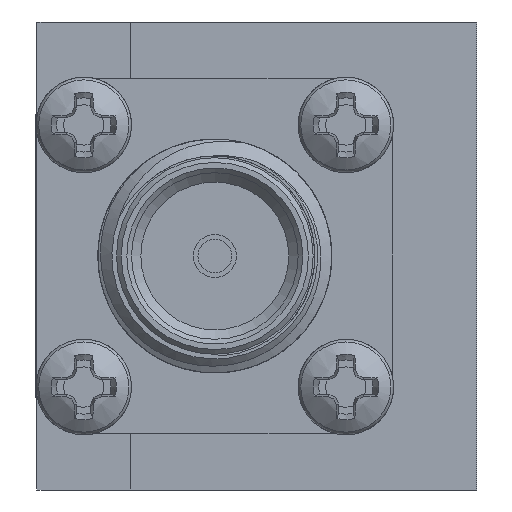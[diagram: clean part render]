
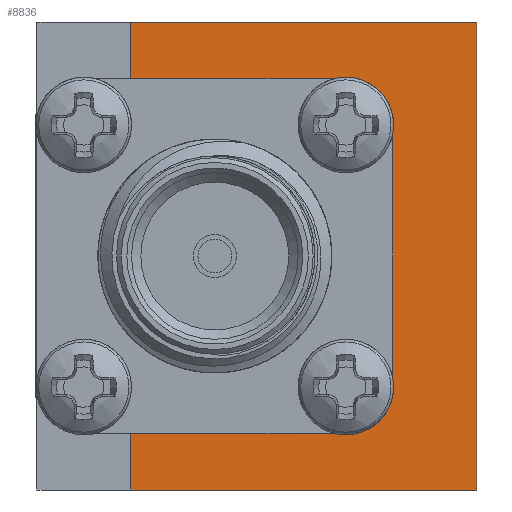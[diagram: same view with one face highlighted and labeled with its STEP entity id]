
A CAD part, left-side view. The second image highlights one B-rep face of the part: STEP entity #8836.
In plain terms, the highlighted planar face has unit normal (-1, 0, 0).
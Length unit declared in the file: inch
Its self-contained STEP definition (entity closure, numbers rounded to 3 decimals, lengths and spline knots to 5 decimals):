
#41 = ORIENTED_EDGE ( 'NONE', *, *, #630, .T. ) ;
#110 = ORIENTED_EDGE ( 'NONE', *, *, #1693, .F. ) ;
#118 = DIRECTION ( 'NONE',  ( 0., -1., 0. ) ) ;
#259 = VERTEX_POINT ( 'NONE', #1266 ) ;
#347 = EDGE_CURVE ( 'NONE', #2812, #259, #8445, .T. ) ;
#362 = CARTESIAN_POINT ( 'NONE',  ( -1.345, -0.095, -0.19 ) ) ;
#448 = EDGE_CURVE ( 'NONE', #7845, #1865, #8290, .T. ) ;
#626 = ORIENTED_EDGE ( 'NONE', *, *, #347, .F. ) ;
#630 = EDGE_CURVE ( 'NONE', #6769, #3590, #1348, .T. ) ;
#775 = CARTESIAN_POINT ( 'NONE',  ( -1.345, -0.145, 0.14 ) ) ;
#826 = CARTESIAN_POINT ( 'NONE',  ( -1.345, -0.095, -0.14 ) ) ;
#924 = LINE ( 'NONE', #1513, #8735 ) ;
#1266 = CARTESIAN_POINT ( 'NONE',  ( -1.345, 0.135, 0.25 ) ) ;
#1348 = CIRCLE ( 'NONE', #6644, 0.05 ) ;
#1513 = CARTESIAN_POINT ( 'NONE',  ( -1.345, -0.145, -0.19 ) ) ;
#1517 = ORIENTED_EDGE ( 'NONE', *, *, #2246, .F. ) ;
#1561 = DIRECTION ( 'NONE',  ( 0., 0., 1. ) ) ;
#1693 = EDGE_CURVE ( 'NONE', #2359, #3590, #10751, .T. ) ;
#1834 = DIRECTION ( 'NONE',  ( 0., 0., -1. ) ) ;
#1865 = VERTEX_POINT ( 'NONE', #7864 ) ;
#2046 = DIRECTION ( 'NONE',  ( 0., 1., 0. ) ) ;
#2100 = CARTESIAN_POINT ( 'NONE',  ( -1.345, -0.235, -0.25 ) ) ;
#2113 = CARTESIAN_POINT ( 'NONE',  ( -1.345, 0.235, 0.25 ) ) ;
#2237 = ORIENTED_EDGE ( 'NONE', *, *, #9777, .F. ) ;
#2246 = EDGE_CURVE ( 'NONE', #10255, #2812, #5138, .T. ) ;
#2318 = AXIS2_PLACEMENT_3D ( 'NONE', #7365, #6342, #1834 ) ;
#2349 = VECTOR ( 'NONE', #2466, 39.37008 ) ;
#2359 = VERTEX_POINT ( 'NONE', #11376 ) ;
#2400 = DIRECTION ( 'NONE',  ( 0., 0., 1. ) ) ;
#2466 = DIRECTION ( 'NONE',  ( 0., 0., 1. ) ) ;
#2632 = CARTESIAN_POINT ( 'NONE',  ( -1.345, 0.235, -0.25 ) ) ;
#2691 = VERTEX_POINT ( 'NONE', #10024 ) ;
#2713 = DIRECTION ( 'NONE',  ( 0., 0., -1. ) ) ;
#2812 = VERTEX_POINT ( 'NONE', #10224 ) ;
#2829 = CARTESIAN_POINT ( 'NONE',  ( -1.345, -0.145, -0.14 ) ) ;
#2897 = DIRECTION ( 'NONE',  ( 0., -1., 0. ) ) ;
#2911 = LINE ( 'NONE', #11039, #7149 ) ;
#3296 = EDGE_CURVE ( 'NONE', #2691, #7845, #4713, .T. ) ;
#3590 = VERTEX_POINT ( 'NONE', #362 ) ;
#3790 = VERTEX_POINT ( 'NONE', #775 ) ;
#4188 = VECTOR ( 'NONE', #118, 39.37008 ) ;
#4713 = LINE ( 'NONE', #2632, #8961 ) ;
#5010 = ORIENTED_EDGE ( 'NONE', *, *, #8475, .F. ) ;
#5138 = LINE ( 'NONE', #7462, #6832 ) ;
#5173 = CARTESIAN_POINT ( 'NONE',  ( -1.345, 0.135, 0.25 ) ) ;
#5185 = FACE_OUTER_BOUND ( 'NONE', #6245, .T. ) ;
#5562 = ORIENTED_EDGE ( 'NONE', *, *, #3296, .T. ) ;
#5644 = CARTESIAN_POINT ( 'NONE',  ( -1.345, -0.145, -0.19 ) ) ;
#5707 = AXIS2_PLACEMENT_3D ( 'NONE', #2113, #6537, #9271 ) ;
#6025 = CARTESIAN_POINT ( 'NONE',  ( -1.345, -0.095, 0.19 ) ) ;
#6094 = ORIENTED_EDGE ( 'NONE', *, *, #9088, .T. ) ;
#6107 = EDGE_CURVE ( 'NONE', #2691, #2359, #9200, .T. ) ;
#6245 = EDGE_LOOP ( 'NONE', ( #1517, #6094, #5010, #41, #110, #9742, #5562, #6568, #2237, #626 ) ) ;
#6342 = DIRECTION ( 'NONE',  ( 1., 0., 0. ) ) ;
#6537 = DIRECTION ( 'NONE',  ( 1., 0., 0. ) ) ;
#6568 = ORIENTED_EDGE ( 'NONE', *, *, #448, .T. ) ;
#6644 = AXIS2_PLACEMENT_3D ( 'NONE', #826, #7171, #2713 ) ;
#6769 = VERTEX_POINT ( 'NONE', #2829 ) ;
#6778 = VECTOR ( 'NONE', #1561, 39.37008 ) ;
#6832 = VECTOR ( 'NONE', #2046, 39.37008 ) ;
#6870 = CIRCLE ( 'NONE', #2318, 0.05 ) ;
#7149 = VECTOR ( 'NONE', #2897, 39.37008 ) ;
#7171 = DIRECTION ( 'NONE',  ( 1., 0., 0. ) ) ;
#7365 = CARTESIAN_POINT ( 'NONE',  ( -1.345, -0.095, 0.14 ) ) ;
#7462 = CARTESIAN_POINT ( 'NONE',  ( -1.345, -0.145, 0.19 ) ) ;
#7845 = VERTEX_POINT ( 'NONE', #2100 ) ;
#7864 = CARTESIAN_POINT ( 'NONE',  ( -1.345, -0.235, 0.25 ) ) ;
#8290 = LINE ( 'NONE', #8799, #2349 ) ;
#8445 = LINE ( 'NONE', #11325, #10040 ) ;
#8475 = EDGE_CURVE ( 'NONE', #6769, #3790, #924, .T. ) ;
#8735 = VECTOR ( 'NONE', #2400, 39.37008 ) ;
#8799 = CARTESIAN_POINT ( 'NONE',  ( -1.345, -0.235, 0.25 ) ) ;
#8836 = ADVANCED_FACE ( 'NONE', ( #5185 ), #11165, .F. ) ;
#8961 = VECTOR ( 'NONE', #10857, 39.37008 ) ;
#9088 = EDGE_CURVE ( 'NONE', #10255, #3790, #6870, .T. ) ;
#9200 = LINE ( 'NONE', #5173, #6778 ) ;
#9271 = DIRECTION ( 'NONE',  ( 0., 0., -1. ) ) ;
#9480 = DIRECTION ( 'NONE',  ( 0., 0., 1. ) ) ;
#9742 = ORIENTED_EDGE ( 'NONE', *, *, #6107, .F. ) ;
#9777 = EDGE_CURVE ( 'NONE', #259, #1865, #2911, .T. ) ;
#10024 = CARTESIAN_POINT ( 'NONE',  ( -1.345, 0.135, -0.25 ) ) ;
#10040 = VECTOR ( 'NONE', #9480, 39.37008 ) ;
#10224 = CARTESIAN_POINT ( 'NONE',  ( -1.345, 0.135, 0.19 ) ) ;
#10255 = VERTEX_POINT ( 'NONE', #6025 ) ;
#10751 = LINE ( 'NONE', #5644, #4188 ) ;
#10857 = DIRECTION ( 'NONE',  ( 0., -1., 0. ) ) ;
#11039 = CARTESIAN_POINT ( 'NONE',  ( -1.345, 0.235, 0.25 ) ) ;
#11165 = PLANE ( 'NONE',  #5707 ) ;
#11325 = CARTESIAN_POINT ( 'NONE',  ( -1.345, 0.135, 0.25 ) ) ;
#11376 = CARTESIAN_POINT ( 'NONE',  ( -1.345, 0.135, -0.19 ) ) ;
